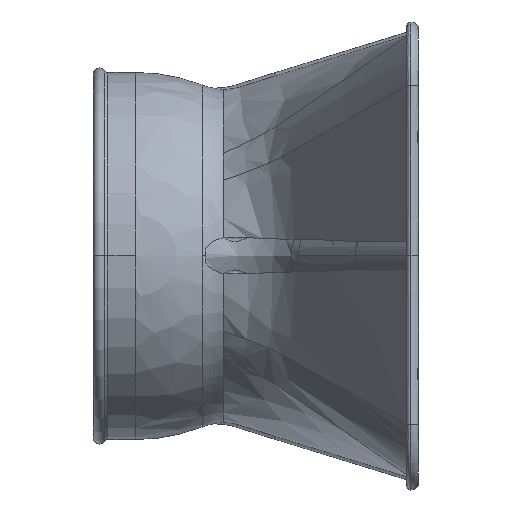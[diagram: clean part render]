
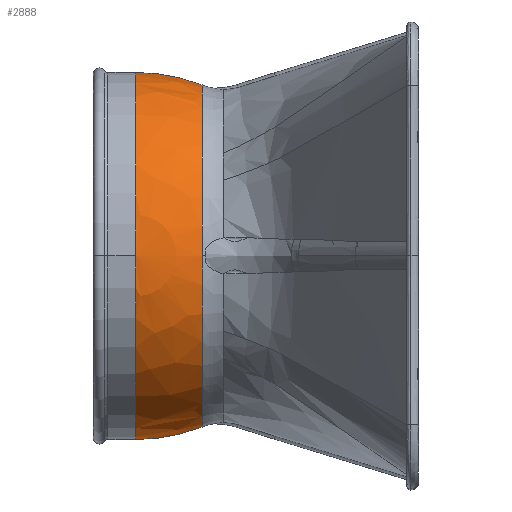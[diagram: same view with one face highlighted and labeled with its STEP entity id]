
A CAD part, top view. The second image highlights one B-rep face of the part: STEP entity #2888.
In plain terms, the highlighted spherical face has radius 36.447 mm.
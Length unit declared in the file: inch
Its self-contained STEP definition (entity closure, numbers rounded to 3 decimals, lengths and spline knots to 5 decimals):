
#2888 = ADVANCED_FACE ( 'NONE', ( #9352 ), #9404, .T. ) ;
#2889 = EDGE_LOOP ( 'NONE', ( #2890, #2891, #2892, #2893, #2894, #2895 ) ) ;
#2890 = ORIENTED_EDGE ( 'NONE', *, *, #3023, .F. ) ;
#2891 = ORIENTED_EDGE ( 'NONE', *, *, #3054, .T. ) ;
#2892 = ORIENTED_EDGE ( 'NONE', *, *, #3060, .T. ) ;
#2893 = ORIENTED_EDGE ( 'NONE', *, *, #3088, .T. ) ;
#2894 = ORIENTED_EDGE ( 'NONE', *, *, #3199, .F. ) ;
#2895 = ORIENTED_EDGE ( 'NONE', *, *, #2896, .F. ) ;
#2896 = EDGE_CURVE ( 'NONE', #3024, #3197, #9390, .T. ) ;
#3021 = VERTEX_POINT ( 'NONE', #16015 ) ;
#3023 = EDGE_CURVE ( 'NONE', #3021, #3024, #16314, .T. ) ;
#3024 = VERTEX_POINT ( 'NONE', #16175 ) ;
#3039 = VERTEX_POINT ( 'NONE', #16704 ) ;
#3052 = VERTEX_POINT ( 'NONE', #16637 ) ;
#3054 = EDGE_CURVE ( 'NONE', #3021, #3052, #16632, .T. ) ;
#3060 = EDGE_CURVE ( 'NONE', #3052, #3089, #17071, .T. ) ;
#3088 = EDGE_CURVE ( 'NONE', #3089, #3039, #16721, .T. ) ;
#3089 = VERTEX_POINT ( 'NONE', #16711 ) ;
#3197 = VERTEX_POINT ( 'NONE', #18015 ) ;
#3199 = EDGE_CURVE ( 'NONE', #3197, #3039, #18236, .T. ) ;
#9352 = FACE_OUTER_BOUND ( 'NONE', #2889, .T. ) ;
#9371 = DIRECTION ( 'NONE',  ( 0., 1., 0. ) ) ;
#9385 = AXIS2_PLACEMENT_3D ( 'NONE', #9405, #9392, #9391 ) ;
#9387 = DIRECTION ( 'NONE',  ( 0., 0., -1. ) ) ;
#9390 = CIRCLE ( 'NONE', #9385, 1.43493 ) ;
#9391 = DIRECTION ( 'NONE',  ( 0., 0., 1. ) ) ;
#9392 = DIRECTION ( 'NONE',  ( -1., 0., 0. ) ) ;
#9393 = AXIS2_PLACEMENT_3D ( 'NONE', #9403, #9387, #9371 ) ;
#9403 = CARTESIAN_POINT ( 'NONE',  ( 0.3297, 0., 0. ) ) ;
#9404 = SPHERICAL_SURFACE ( 'NONE', #9393, 1.43493 ) ;
#9405 = CARTESIAN_POINT ( 'NONE',  ( 0.3297, 0., 0. ) ) ;
#16015 = CARTESIAN_POINT ( 'NONE',  ( 0.84922, -1.33758, 0. ) ) ;
#16175 = CARTESIAN_POINT ( 'NONE',  ( 0.3297, -1.43493, 0. ) ) ;
#16177 = DIRECTION ( 'NONE',  ( 0., 1., 0. ) ) ;
#16179 = DIRECTION ( 'NONE',  ( 0., 0., -1. ) ) ;
#16310 = CARTESIAN_POINT ( 'NONE',  ( 0.3297, 0., 0. ) ) ;
#16312 = AXIS2_PLACEMENT_3D ( 'NONE', #16310, #16179, #16177 ) ;
#16314 = CIRCLE ( 'NONE', #16312, 1.43493 ) ;
#16632 = CIRCLE ( 'NONE', #17096, 1.33758 ) ;
#16637 = CARTESIAN_POINT ( 'NONE',  ( 0.84922, 0., 1.33758 ) ) ;
#16704 = CARTESIAN_POINT ( 'NONE',  ( 0.3297, 1.43493, 0. ) ) ;
#16711 = CARTESIAN_POINT ( 'NONE',  ( 0.84922, 1.33758, 0. ) ) ;
#16713 = DIRECTION ( 'NONE',  ( 1., 0., 0. ) ) ;
#16715 = DIRECTION ( 'NONE',  ( 0., 0., 1. ) ) ;
#16717 = CARTESIAN_POINT ( 'NONE',  ( 0.3297, 0., 0. ) ) ;
#16719 = AXIS2_PLACEMENT_3D ( 'NONE', #16717, #16715, #16713 ) ;
#16721 = CIRCLE ( 'NONE', #16719, 1.43493 ) ;
#17064 = DIRECTION ( 'NONE',  ( 0., 0., 1. ) ) ;
#17066 = DIRECTION ( 'NONE',  ( -1., 0., 0. ) ) ;
#17067 = CARTESIAN_POINT ( 'NONE',  ( 0.84922, 0., 0. ) ) ;
#17069 = AXIS2_PLACEMENT_3D ( 'NONE', #17067, #17066, #17064 ) ;
#17071 = CIRCLE ( 'NONE', #17069, 1.33758 ) ;
#17090 = DIRECTION ( 'NONE',  ( 0., 0., 1. ) ) ;
#17092 = DIRECTION ( 'NONE',  ( -1., 0., 0. ) ) ;
#17094 = CARTESIAN_POINT ( 'NONE',  ( 0.84922, 0., 0. ) ) ;
#17096 = AXIS2_PLACEMENT_3D ( 'NONE', #17094, #17092, #17090 ) ;
#18015 = CARTESIAN_POINT ( 'NONE',  ( 0.3297, 0., 1.43493 ) ) ;
#18202 = DIRECTION ( 'NONE',  ( 0., 0., 1. ) ) ;
#18204 = DIRECTION ( 'NONE',  ( -1., 0., 0. ) ) ;
#18206 = CARTESIAN_POINT ( 'NONE',  ( 0.3297, 0., 0. ) ) ;
#18208 = AXIS2_PLACEMENT_3D ( 'NONE', #18206, #18204, #18202 ) ;
#18236 = CIRCLE ( 'NONE', #18208, 1.43493 ) ;
